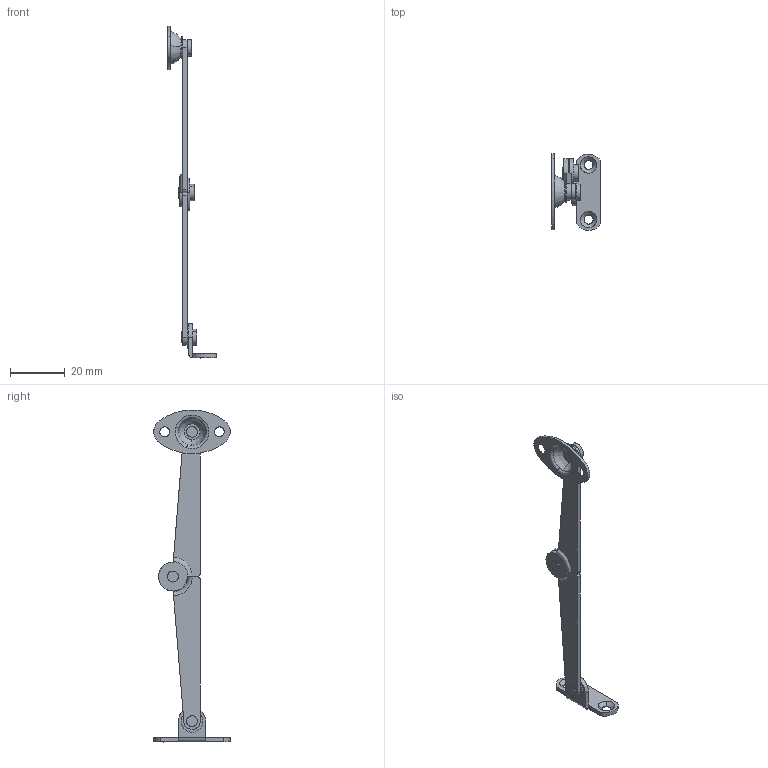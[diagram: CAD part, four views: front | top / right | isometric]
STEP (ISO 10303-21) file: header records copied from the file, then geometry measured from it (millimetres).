
FILE_DESCRIPTION((''),'2;1');
FILE_NAME('','2006-01-17T10:23:30',(''),(''),'','CADfix','');
FILE_SCHEMA(('AUTOMOTIVE_DESIGN'));
Length unit declared in the file: millimetre
Products named in the file (11): washer_mr-2; washer_mr-1; rivet_1_mr-1; arm_mr-1; washer_mr; rivet_1_mr; rivet_2_mr; bracket_B_mr; bracket_A_mr; arm_mr; TM_28_2R_19590_36
Assembly tree (10 placements, depth 2):
  TM_28_2R_19590_36
    washer_mr-2
    washer_mr-1
    rivet_1_mr-1
    arm_mr-1
    washer_mr
    rivet_1_mr
    rivet_2_mr
    bracket_B_mr
    bracket_A_mr
    arm_mr
Bounding box: 17.8 x 28 x 121.6 mm (x, y, z)
Volume: 2740.1 mm3; surface area: 4899.6 mm2
Topology: 10 solids, 10 shells, 125 faces, 517 edges, 420 vertices
Faces by surface type: bspline 125
Entity records: 7958 total; most frequent: CARTESIAN_POINT 4672, ORIENTED_EDGE 1034, EDGE_CURVE 517, VERTEX_POINT 420, B_SPLINE_CURVE_WITH_KNOTS 406, EDGE_LOOP 159, FACE_OUTER_BOUND 125, ADVANCED_FACE 125
